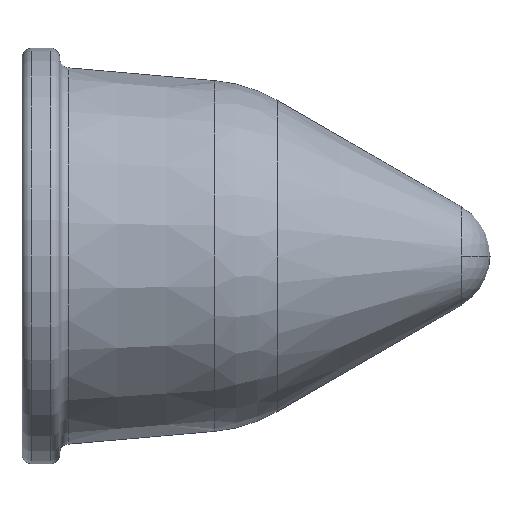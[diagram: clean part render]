
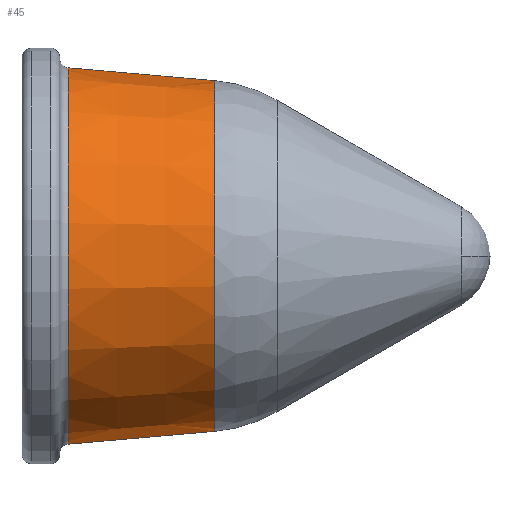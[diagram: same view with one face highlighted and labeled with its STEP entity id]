
A CAD part, left-side view. The second image highlights one B-rep face of the part: STEP entity #45.
In plain terms, the highlighted conical face has half-angle 5 degrees and reference radius 9.996 mm.
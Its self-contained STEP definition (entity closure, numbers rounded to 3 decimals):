
#15 = DIRECTION ( 'NONE',  ( 0., 0., 1. ) ) ;
#29 = VERTEX_POINT ( 'NONE', #623 ) ;
#45 = ADVANCED_FACE ( 'NONE', ( #450 ), #691, .T. ) ;
#75 = AXIS2_PLACEMENT_3D ( 'NONE', #90, #265, #213 ) ;
#76 = DIRECTION ( 'NONE',  ( 0., 1., 0. ) ) ;
#90 = CARTESIAN_POINT ( 'NONE',  ( 0., 43.498, 0. ) ) ;
#105 = ORIENTED_EDGE ( 'NONE', *, *, #631, .T. ) ;
#121 = VERTEX_POINT ( 'NONE', #410 ) ;
#124 = CIRCLE ( 'NONE', #515, 9.956 ) ;
#140 = CARTESIAN_POINT ( 'NONE',  ( 0., 51.693, 9.996 ) ) ;
#149 = CARTESIAN_POINT ( 'NONE',  ( 0., 51.236, -9.956 ) ) ;
#185 = CARTESIAN_POINT ( 'NONE',  ( 0., 51.693, -9.996 ) ) ;
#199 = DIRECTION ( 'NONE',  ( 0., 0.996, 0.087 ) ) ;
#213 = DIRECTION ( 'NONE',  ( 0., 0., -1. ) ) ;
#223 = DIRECTION ( 'NONE',  ( 0., 0., 1. ) ) ;
#265 = DIRECTION ( 'NONE',  ( 0., 1., 0. ) ) ;
#285 = LINE ( 'NONE', #185, #521 ) ;
#304 = ORIENTED_EDGE ( 'NONE', *, *, #396, .F. ) ;
#306 = AXIS2_PLACEMENT_3D ( 'NONE', #575, #76, #15 ) ;
#319 = CARTESIAN_POINT ( 'NONE',  ( 0., 43.498, -9.279 ) ) ;
#359 = EDGE_LOOP ( 'NONE', ( #304, #526, #622, #105 ) ) ;
#374 = LINE ( 'NONE', #140, #627 ) ;
#377 = EDGE_CURVE ( 'NONE', #121, #29, #374, .T. ) ;
#396 = EDGE_CURVE ( 'NONE', #517, #523, #285, .T. ) ;
#410 = CARTESIAN_POINT ( 'NONE',  ( 0., 43.498, 9.279 ) ) ;
#431 = DIRECTION ( 'NONE',  ( 0., -1., 0. ) ) ;
#450 = FACE_OUTER_BOUND ( 'NONE', #359, .T. ) ;
#505 = EDGE_CURVE ( 'NONE', #517, #121, #699, .T. ) ;
#515 = AXIS2_PLACEMENT_3D ( 'NONE', #548, #431, #223 ) ;
#517 = VERTEX_POINT ( 'NONE', #319 ) ;
#521 = VECTOR ( 'NONE', #634, 1000. ) ;
#523 = VERTEX_POINT ( 'NONE', #149 ) ;
#526 = ORIENTED_EDGE ( 'NONE', *, *, #505, .T. ) ;
#548 = CARTESIAN_POINT ( 'NONE',  ( 0., 51.236, 0. ) ) ;
#575 = CARTESIAN_POINT ( 'NONE',  ( 0., 51.693, 0. ) ) ;
#622 = ORIENTED_EDGE ( 'NONE', *, *, #377, .T. ) ;
#623 = CARTESIAN_POINT ( 'NONE',  ( 0., 51.236, 9.956 ) ) ;
#627 = VECTOR ( 'NONE', #199, 1000. ) ;
#631 = EDGE_CURVE ( 'NONE', #29, #523, #124, .T. ) ;
#634 = DIRECTION ( 'NONE',  ( 0., 0.996, -0.087 ) ) ;
#691 = CONICAL_SURFACE ( 'NONE', #306, 9.996, 0.087 ) ;
#699 = CIRCLE ( 'NONE', #75, 9.279 ) ;
